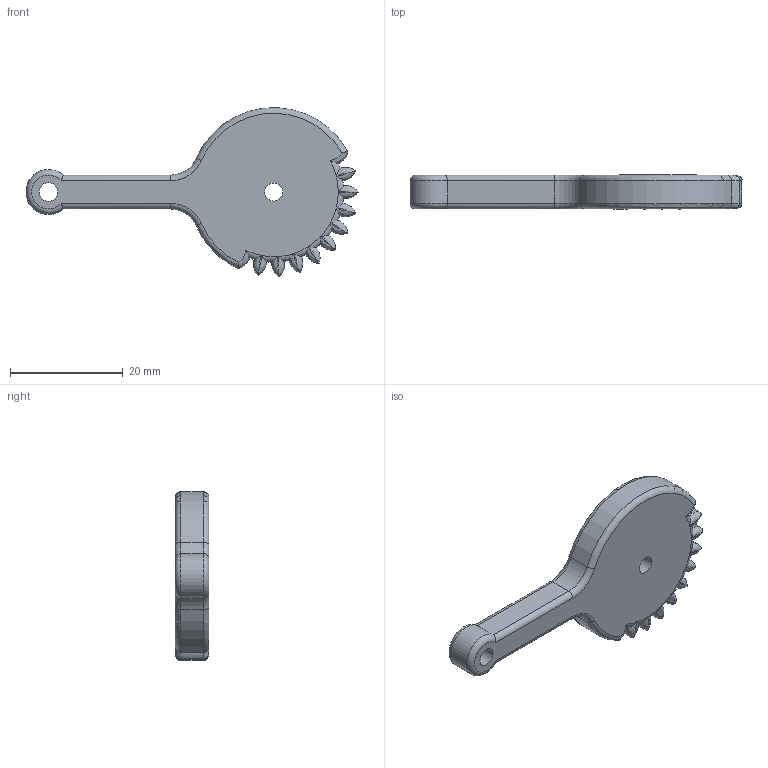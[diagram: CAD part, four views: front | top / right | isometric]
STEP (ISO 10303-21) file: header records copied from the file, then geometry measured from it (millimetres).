
FILE_DESCRIPTION(/* description */ (''),/* implementation_level */ '2;1');
FILE_NAME(/* name */ 'Idol Gear B v3.step',/* time_stamp */ '2019-03-05T07:36:54-06:00',/* author */ (''),/* organization */ (''),/* preprocessor_version */ 'ST-DEVELOPER v17.2',/* originating_system */ 'Autodesk Translation Framework v7.6.0.251',/* authorisation */ '');
FILE_SCHEMA (('AUTOMOTIVE_DESIGN { 1 0 10303 214 3 1 1 }'));
Length unit declared in the file: millimetre
Products named in the file (1): Idol Gear B
Bounding box: 58.99 x 6 x 29.96 mm (x, y, z)
Volume: 4905.1 mm3; surface area: 2710 mm2
Topology: 1 solids, 1 shells, 125 faces, 315 edges, 192 vertices
Faces by surface type: bspline 60, cylinder 30, plane 22, torus 13
Full cylindrical faces by diameter (mm): 3.2 x1, 3.3 x1
Entity records: 15283 total; most frequent: CARTESIAN_POINT 12779, ORIENTED_EDGE 630, DIRECTION 341, EDGE_CURVE 315, VERTEX_POINT 192, B_SPLINE_CURVE_WITH_KNOTS 182, AXIS2_PLACEMENT_3D 142, EDGE_LOOP 129
